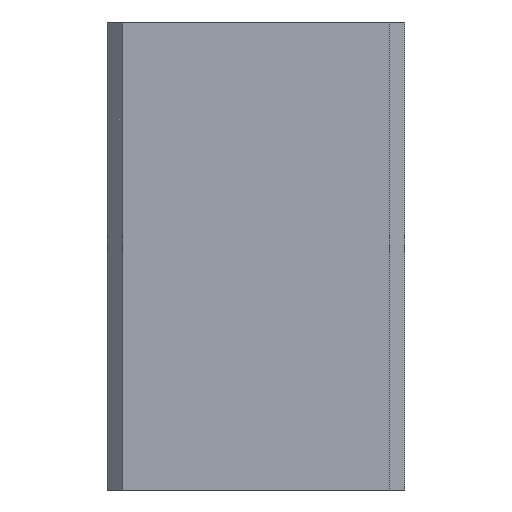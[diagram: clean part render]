
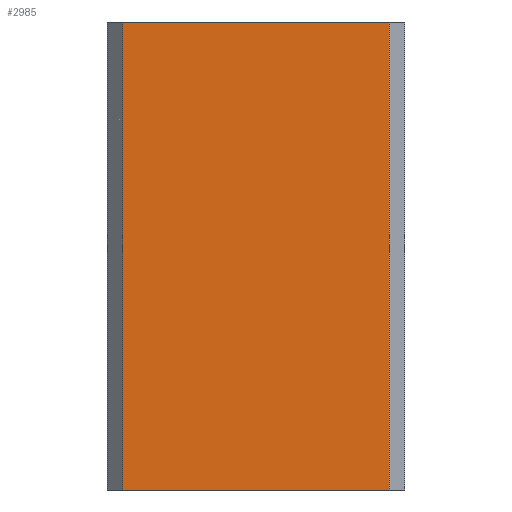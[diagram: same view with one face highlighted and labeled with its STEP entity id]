
A CAD part, left-side view. The second image highlights one B-rep face of the part: STEP entity #2985.
In plain terms, the highlighted planar face has unit normal (-1, 0, 0).
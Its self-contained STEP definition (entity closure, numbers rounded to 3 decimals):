
#129=PLANE('',#3191);
#311=FACE_OUTER_BOUND('',#487,.T.);
#487=EDGE_LOOP('',(#2779,#2780,#2781,#2782));
#841=LINE('',#7281,#1125);
#845=LINE('',#7289,#1129);
#863=LINE('',#7324,#1147);
#872=LINE('',#7345,#1156);
#1125=VECTOR('',#3694,10.);
#1129=VECTOR('',#3700,10.);
#1147=VECTOR('',#3722,10.);
#1156=VECTOR('',#3739,10.);
#1437=VERTEX_POINT('',#7278);
#1438=VERTEX_POINT('',#7280);
#1441=VERTEX_POINT('',#7287);
#1455=VERTEX_POINT('',#7320);
#1838=EDGE_CURVE('',#1438,#1437,#841,.T.);
#1842=EDGE_CURVE('',#1441,#1437,#845,.T.);
#1860=EDGE_CURVE('',#1438,#1455,#863,.T.);
#1871=EDGE_CURVE('',#1455,#1441,#872,.T.);
#2779=ORIENTED_EDGE('',*,*,#1842,.F.);
#2780=ORIENTED_EDGE('',*,*,#1871,.F.);
#2781=ORIENTED_EDGE('',*,*,#1860,.F.);
#2782=ORIENTED_EDGE('',*,*,#1838,.T.);
#2985=ADVANCED_FACE('',(#311),#129,.T.);
#3191=AXIS2_PLACEMENT_3D('',#7436,#3840,#3841);
#3694=DIRECTION('',(0.,1.,0.));
#3700=DIRECTION('',(0.,0.,1.));
#3722=DIRECTION('',(0.,0.,-1.));
#3739=DIRECTION('',(0.,1.,0.));
#3840=DIRECTION('center_axis',(-1.,0.,0.));
#3841=DIRECTION('ref_axis',(0.,1.,0.));
#7278=CARTESIAN_POINT('',(-10.5,14.2,8.5));
#7280=CARTESIAN_POINT('',(-10.5,-3.,8.5));
#7281=CARTESIAN_POINT('',(-10.5,10.4,8.5));
#7287=CARTESIAN_POINT('',(-10.5,14.2,-21.7));
#7289=CARTESIAN_POINT('',(-10.5,14.2,-16.2));
#7320=CARTESIAN_POINT('',(-10.5,-3.,-21.7));
#7324=CARTESIAN_POINT('',(-10.5,-3.,-16.2));
#7345=CARTESIAN_POINT('',(-10.5,-4.,-21.7));
#7436=CARTESIAN_POINT('Origin',(-10.5,-4.,-16.2));
